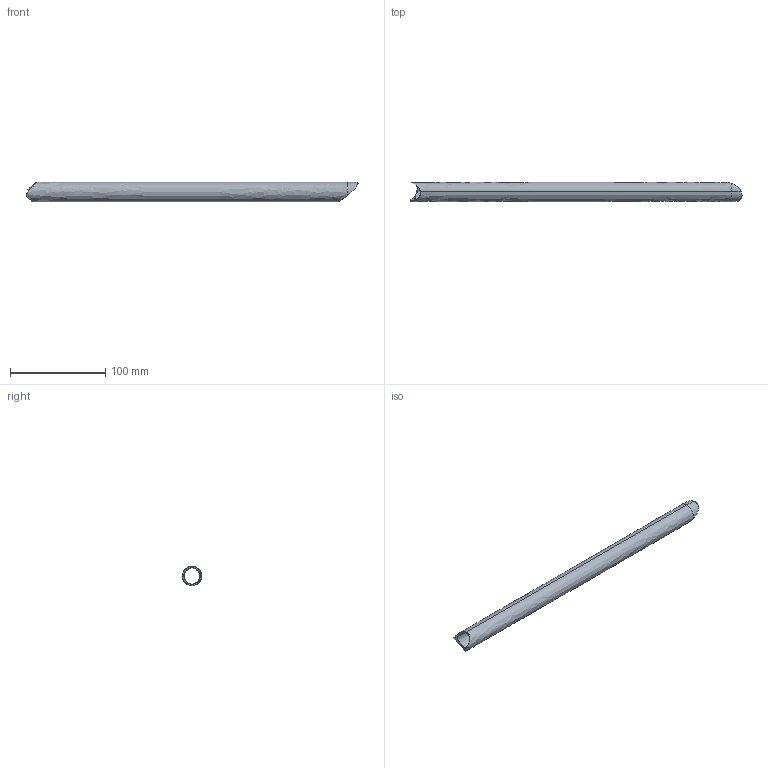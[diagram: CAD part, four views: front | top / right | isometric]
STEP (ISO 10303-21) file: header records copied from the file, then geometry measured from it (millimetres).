
FILE_DESCRIPTION(('CATIA V5 STEP Exchange'),'2;1');
FILE_NAME('50.stp','2018-12-01T17:52:34+00:00',('none'),('none'),'CATIA Version 5 Release 19 SP 2 (IN-10)','CATIA V5 STEP AP203','none');
FILE_SCHEMA(('CONFIG_CONTROL_DESIGN'));
Length unit declared in the file: millimetre
Products named in the file (1): Symmetry of Shape_739
Bounding box: 348.05 x 20 x 20.01 mm (x, y, z)
Volume: 28808.3 mm3; surface area: 38700.4 mm2
Topology: 1 solids, 1 shells, 16 faces, 41 edges, 26 vertices
Faces by surface type: bspline 8, cylinder 4, plane 4
Entity records: 950 total; most frequent: CARTESIAN_POINT 612, ORIENTED_EDGE 82, EDGE_CURVE 41, DIRECTION 28, VERTEX_POINT 26, B_SPLINE_CURVE_WITH_KNOTS 22, AXIS2_PLACEMENT_3D 17, EDGE_LOOP 17
